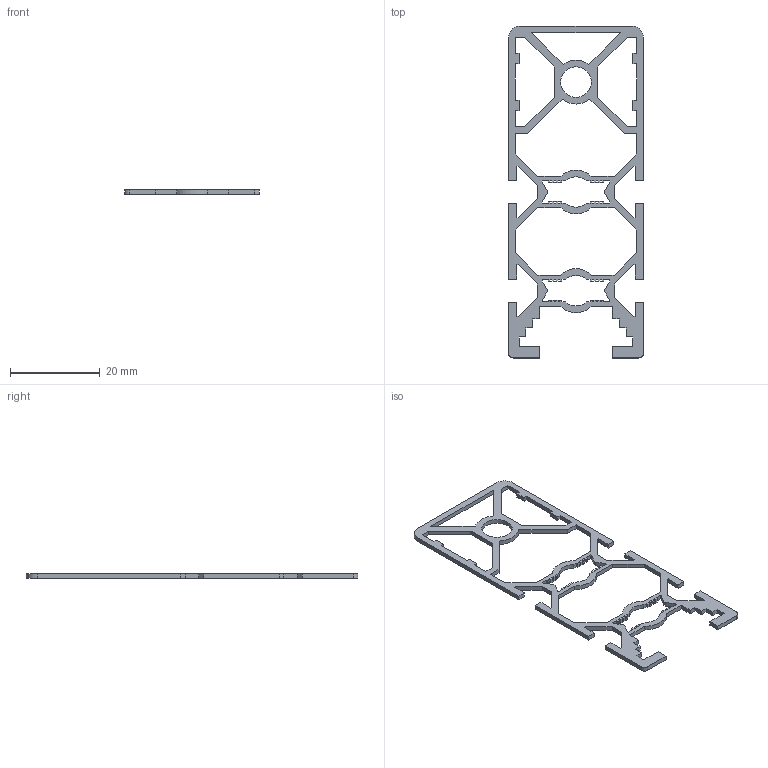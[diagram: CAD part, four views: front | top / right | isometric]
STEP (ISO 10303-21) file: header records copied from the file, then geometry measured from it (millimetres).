
FILE_DESCRIPTION((''),'2;1');
FILE_NAME('SP182_extern.ipt.step','2007-09-10T15:09:22',(''),(''),'Autodesk Inventor 11','Autodesk Inventor 11','');
FILE_SCHEMA(('AUTOMOTIVE_DESIGN { 1 0 10303 214 1 1 1 1 }'));
Length unit declared in the file: millimetre
Products named in the file (1): SP182_extern
Bounding box: 30 x 74 x 1 mm (x, y, z)
Volume: 633.3 mm3; surface area: 2026.6 mm2
Topology: 1 solids, 1 shells, 289 faces, 862 edges, 575 vertices
Faces by surface type: plane 271, cylinder 10, bspline 8
Entity records: 9640 total; most frequent: CARTESIAN_POINT 1818, ORIENTED_EDGE 1720, DIRECTION 1454, EDGE_CURVE 860, VECTOR 830, LINE 830, VERTEX_POINT 574, AXIS2_PLACEMENT_3D 312
